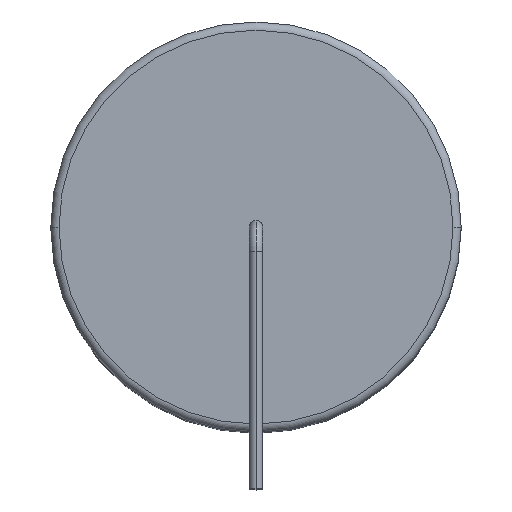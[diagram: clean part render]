
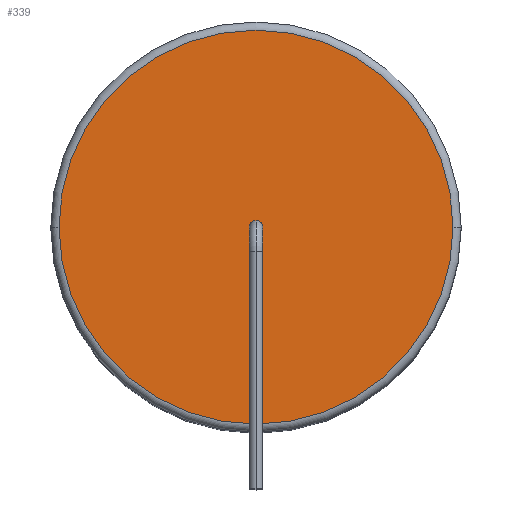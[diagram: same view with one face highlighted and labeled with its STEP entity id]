
A CAD part, top view. The second image highlights one B-rep face of the part: STEP entity #339.
In plain terms, the highlighted planar face has unit normal (0, 0, 1).
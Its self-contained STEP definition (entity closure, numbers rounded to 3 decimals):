
#24 = EDGE_LOOP ( 'NONE', ( #201, #407 ) ) ;
#48 = CARTESIAN_POINT ( 'NONE',  ( 0., 0., 37. ) ) ;
#115 = DIRECTION ( 'NONE',  ( 1., 0., 0. ) ) ;
#122 = ORIENTED_EDGE ( 'NONE', *, *, #535, .T. ) ;
#167 = AXIS2_PLACEMENT_3D ( 'NONE', #48, #727, #245 ) ;
#184 = AXIS2_PLACEMENT_3D ( 'NONE', #425, #933, #513 ) ;
#191 = AXIS2_PLACEMENT_3D ( 'NONE', #732, #253, #796 ) ;
#201 = ORIENTED_EDGE ( 'NONE', *, *, #534, .F. ) ;
#203 = VERTEX_POINT ( 'NONE', #617 ) ;
#245 = DIRECTION ( 'NONE',  ( 1., 0., 0. ) ) ;
#253 = DIRECTION ( 'NONE',  ( 0., 0., 1. ) ) ;
#255 = CIRCLE ( 'NONE', #184, 12. ) ;
#290 = DIRECTION ( 'NONE',  ( 0., 0., 1. ) ) ;
#316 = AXIS2_PLACEMENT_3D ( 'NONE', #760, #290, #824 ) ;
#329 = VERTEX_POINT ( 'NONE', #618 ) ;
#339 = ADVANCED_FACE ( 'NONE', ( #381, #585 ), #544, .T. ) ;
#374 = EDGE_CURVE ( 'NONE', #569, #203, #406, .T. ) ;
#381 = FACE_BOUND ( 'NONE', #24, .T. ) ;
#406 = CIRCLE ( 'NONE', #316, 12. ) ;
#407 = ORIENTED_EDGE ( 'NONE', *, *, #543, .F. ) ;
#425 = CARTESIAN_POINT ( 'NONE',  ( 0., 0., 37. ) ) ;
#454 = CIRCLE ( 'NONE', #167, 0.4 ) ;
#481 = CIRCLE ( 'NONE', #191, 0.4 ) ;
#503 = CARTESIAN_POINT ( 'NONE',  ( 0., -0.4, 37. ) ) ;
#513 = DIRECTION ( 'NONE',  ( 1., 0., 0. ) ) ;
#533 = VERTEX_POINT ( 'NONE', #503 ) ;
#534 = EDGE_CURVE ( 'NONE', #329, #533, #481, .T. ) ;
#535 = EDGE_CURVE ( 'NONE', #203, #569, #255, .T. ) ;
#543 = EDGE_CURVE ( 'NONE', #533, #329, #454, .T. ) ;
#544 = PLANE ( 'NONE',  #892 ) ;
#569 = VERTEX_POINT ( 'NONE', #738 ) ;
#585 = FACE_OUTER_BOUND ( 'NONE', #815, .T. ) ;
#617 = CARTESIAN_POINT ( 'NONE',  ( -12., 0., 37. ) ) ;
#618 = CARTESIAN_POINT ( 'NONE',  ( 0., 0.4, 37. ) ) ;
#628 = DIRECTION ( 'NONE',  ( 0., 0., 1. ) ) ;
#727 = DIRECTION ( 'NONE',  ( 0., 0., 1. ) ) ;
#732 = CARTESIAN_POINT ( 'NONE',  ( 0., 0., 37. ) ) ;
#738 = CARTESIAN_POINT ( 'NONE',  ( 12., 0., 37. ) ) ;
#760 = CARTESIAN_POINT ( 'NONE',  ( 0., 0., 37. ) ) ;
#796 = DIRECTION ( 'NONE',  ( 1., 0., 0. ) ) ;
#815 = EDGE_LOOP ( 'NONE', ( #921, #122 ) ) ;
#824 = DIRECTION ( 'NONE',  ( 1., 0., 0. ) ) ;
#887 = CARTESIAN_POINT ( 'NONE',  ( 0., 12.5, 37. ) ) ;
#892 = AXIS2_PLACEMENT_3D ( 'NONE', #887, #628, #115 ) ;
#921 = ORIENTED_EDGE ( 'NONE', *, *, #374, .T. ) ;
#933 = DIRECTION ( 'NONE',  ( 0., 0., 1. ) ) ;
